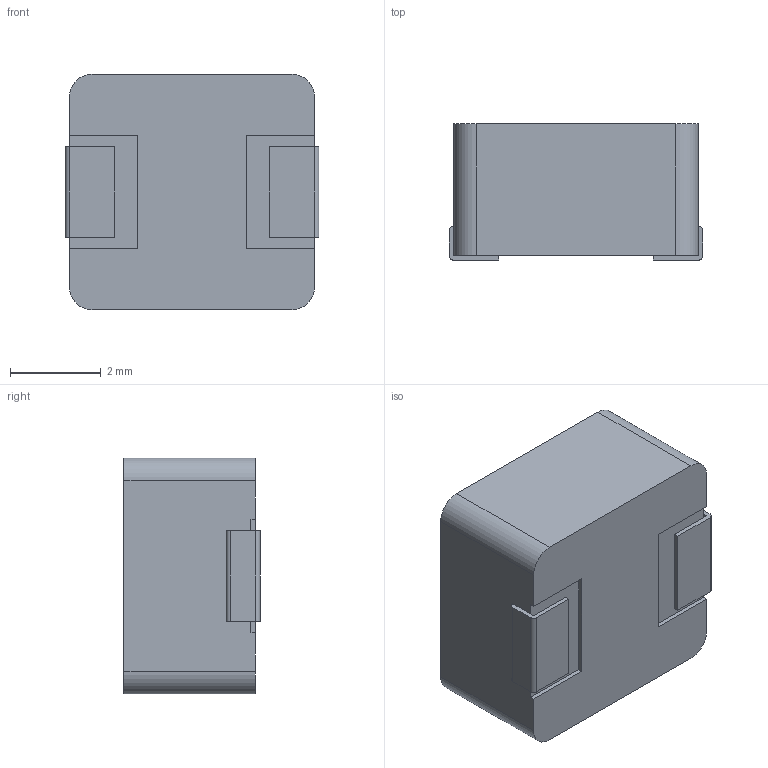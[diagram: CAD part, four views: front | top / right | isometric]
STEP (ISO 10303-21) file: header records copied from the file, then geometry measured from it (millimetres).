
FILE_DESCRIPTION (( 'STEP AP214' ), '1' );
FILE_NAME ('ASPI-0530HI.STEP', '2013-10-14T06:16:07', ( '' ), ( '' ), 'SwSTEP 2.0', 'SolidWorks 2012', '' );
FILE_SCHEMA (( 'AUTOMOTIVE_DESIGN' ));
Length unit declared in the file: millimetre
Products named in the file (1): ASPI-0530HI
Bounding box: 5.6 x 3 x 5.2 mm (x, y, z)
Volume: 80.7 mm3; surface area: 126.1 mm2
Topology: 1 solids, 1 shells, 166 faces, 443 edges, 294 vertices
Faces by surface type: plane 97, bspline 61, cylinder 8
Entity records: 10361 total; most frequent: CARTESIAN_POINT 4893, ORIENTED_EDGE 886, DIRECTION 549, EDGE_CURVE 443, LINE 305, VECTOR 305, VERTEX_POINT 294, EDGE_LOOP 181
